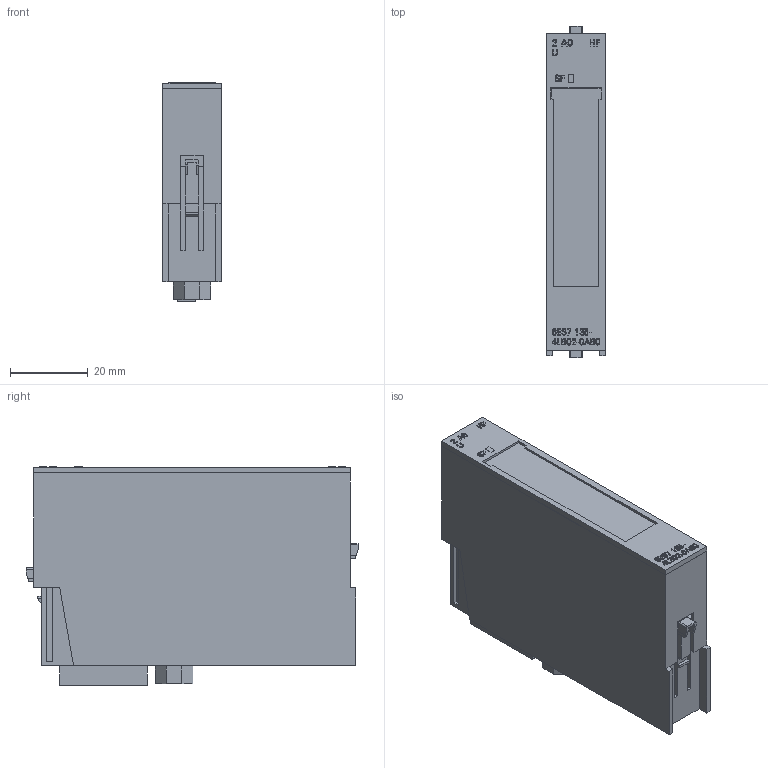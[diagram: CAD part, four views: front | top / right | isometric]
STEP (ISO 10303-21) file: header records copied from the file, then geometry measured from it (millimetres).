
FILE_DESCRIPTION(('HOOPS Exchange Step'),'2;1');
FILE_NAME('export-E1DD253C-6ECE-4DD9-B207-E3CA8DB94B93.stp','2020-11-25T11:11:29+01:00',('Engineering'),('Alibre'),'HOOPS Exchange 2020.1','Alibre','Unknown authorisation');
FILE_SCHEMA( ('AP242_MANAGED_MODEL_BASED_3D_ENGINEERING_MIM_LF {1 0 10303 442 1 1 4 }') );
Length unit declared in the file: millimetre
Products named in the file (56): A5E30267875A_001_2; A5E30267875A_001_3; A5E30267875A_001_4; A5E30267875A_001_5; A5E30267875A_001_6; A5E30267875A_001_7; A5E30267875A_001_8; A5E30267875A_001_9; A5E30267875A_001_10; A5E30267875A_001_11; A5E30267875A_001_12; A5E30267875A_001_13; A5E30267875A_001_14; A5E30267875A_001_15; A5E30267875A_001_16; A5E30267875A_001_17; A5E30267875A_001_18; A5E30267875A_001_19; A5E30267875A_001_20; A5E30267875A_001_21; A5E30267875A_001_22; A5E30267875A_001_23; x1393-24 SIMATIC ET200S 2 x Analog Output Module 6ES7135-4LB02-0AB0; A5E30267875A_001_25; A5E30267875A_001_26; A5E30267875A_001_27; A5E30267875A_001_28; A5E30267875A_001; A5E30175199A_001_2; A5E30175199A_001_3; A5E30175199A_001_4; A5E30175199A_001_5; A5E30175199A_001_6; A5E30175199A_001_7; A5E30175199A_001_8; A5E30175199A_001_9; A5E30175199A_001_10; A5E30175199A_001_11; A5E30175199A_001_12; A5E30175199A_001_13 ...
Assembly tree (55 placements, depth 3):
  x1393 SIMATIC ET200S 2 x Analog Output Module 6ES7135-4LB02-0AB0
    A5E30267875A_001
      A5E30267875A_001_2
      A5E30267875A_001_3
      A5E30267875A_001_4
      A5E30267875A_001_5
      A5E30267875A_001_6
      A5E30267875A_001_7
      A5E30267875A_001_8
      A5E30267875A_001_9
      A5E30267875A_001_10
      A5E30267875A_001_11
      A5E30267875A_001_12
      A5E30267875A_001_13
      A5E30267875A_001_14
      A5E30267875A_001_15
      A5E30267875A_001_16
      A5E30267875A_001_17
      A5E30267875A_001_18
      A5E30267875A_001_19
      A5E30267875A_001_20
      A5E30267875A_001_21
      A5E30267875A_001_22
      A5E30267875A_001_23
      x1393-24 SIMATIC ET200S 2 x Analog Output Module 6ES7135-4LB02-0AB0
      A5E30267875A_001_25
      A5E30267875A_001_26
      A5E30267875A_001_27
      A5E30267875A_001_28
    A5E30175199A_001
      A5E30175199A_001_2
      A5E30175199A_001_3
      A5E30175199A_001_4
      A5E30175199A_001_5
      A5E30175199A_001_6
      A5E30175199A_001_7
      A5E30175199A_001_8
      A5E30175199A_001_9
      A5E30175199A_001_10
      A5E30175199A_001_11
      A5E30175199A_001_12
      A5E30175199A_001_13
      A5E30175199A_001_14
      A5E30175199A_001_15
      A5E30175199A_001_16
      A5E30175199A_001_17
      A5E30175199A_001_18
      A5E30175199A_001_19
      A5E30175199A_001_20
      A5E30175199A_001_21
      A5E30175199A_001_22
      A5E30175199A_001_23
      A5E30175199A_001_24
      A5E30175199A_001_25
      A5E30175199A_001_26
      A5E30175199A_001_27
Bounding box: 15 x 85.2 x 56.1 mm (x, y, z)
Volume: 37550.4 mm3; surface area: 24540.6 mm2
Topology: 53 solids, 53 shells, 664 faces, 1614 edges, 1075 vertices
Faces by surface type: plane 590, bspline 58, cylinder 16
Entity records: 24714 total; most frequent: CARTESIAN_POINT 7926, ORIENTED_EDGE 3228, DIRECTION 3035, EDGE_CURVE 1614, VECTOR 1425, LINE 1425, VERTEX_POINT 1075, AXIS2_PLACEMENT_3D 805
